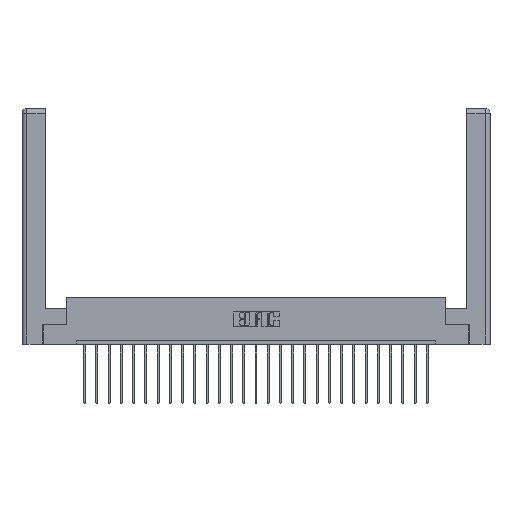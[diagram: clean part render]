
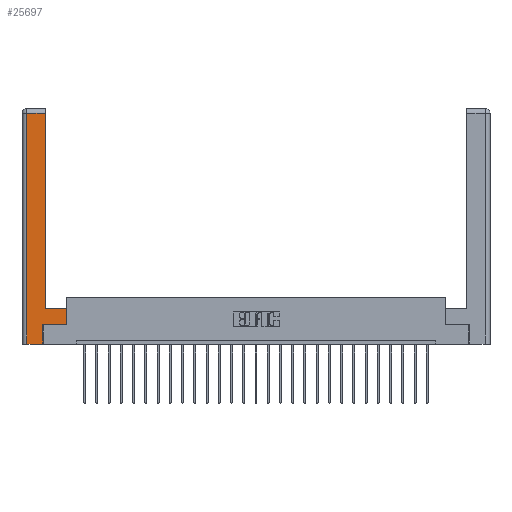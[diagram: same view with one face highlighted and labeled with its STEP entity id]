
A CAD part, top view. The second image highlights one B-rep face of the part: STEP entity #25697.
In plain terms, the highlighted planar face has unit normal (0, 0, 1).
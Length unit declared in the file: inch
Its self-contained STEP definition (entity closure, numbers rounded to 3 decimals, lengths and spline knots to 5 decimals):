
#676 = LINE ( 'NONE', #20489, #16639 ) ;
#1100 = VECTOR ( 'NONE', #2810, 39.37008 ) ;
#1623 = ORIENTED_EDGE ( 'NONE', *, *, #6353, .T. ) ;
#2112 = CARTESIAN_POINT ( 'NONE',  ( 0.295, 3., 0. ) ) ;
#2279 = ORIENTED_EDGE ( 'NONE', *, *, #20245, .T. ) ;
#2323 = ORIENTED_EDGE ( 'NONE', *, *, #19145, .T. ) ;
#2534 = CARTESIAN_POINT ( 'NONE',  ( 0.565, 0.245, 0. ) ) ;
#2810 = DIRECTION ( 'NONE',  ( 1., 0., 0. ) ) ;
#2951 = CARTESIAN_POINT ( 'NONE',  ( 0.565, 0.245, 0. ) ) ;
#3475 = CARTESIAN_POINT ( 'NONE',  ( 0., 0., 0. ) ) ;
#3749 = VERTEX_POINT ( 'NONE', #17430 ) ;
#4932 = VERTEX_POINT ( 'NONE', #6167 ) ;
#5154 = DIRECTION ( 'NONE',  ( 1., 0., 0. ) ) ;
#5823 = LINE ( 'NONE', #16961, #1100 ) ;
#6167 = CARTESIAN_POINT ( 'NONE',  ( 0.265, 0.245, 0. ) ) ;
#6353 = EDGE_CURVE ( 'NONE', #9450, #11112, #21507, .T. ) ;
#7011 = ORIENTED_EDGE ( 'NONE', *, *, #22073, .T. ) ;
#7135 = CARTESIAN_POINT ( 'NONE',  ( 0.0615, 0., 0. ) ) ;
#7290 = DIRECTION ( 'NONE',  ( -1., 0., 0. ) ) ;
#7532 = EDGE_CURVE ( 'NONE', #11112, #3749, #14643, .T. ) ;
#8520 = EDGE_CURVE ( 'NONE', #13832, #4932, #12084, .T. ) ;
#9311 = VECTOR ( 'NONE', #15588, 39.37008 ) ;
#9450 = VERTEX_POINT ( 'NONE', #2534 ) ;
#10457 = LINE ( 'NONE', #2951, #17036 ) ;
#11112 = VERTEX_POINT ( 'NONE', #19520 ) ;
#11424 = PLANE ( 'NONE',  #25664 ) ;
#11665 = CARTESIAN_POINT ( 'NONE',  ( 0.295, 0.45, 0. ) ) ;
#11794 = VERTEX_POINT ( 'NONE', #20566 ) ;
#12084 = LINE ( 'NONE', #14103, #16777 ) ;
#12157 = DIRECTION ( 'NONE',  ( 0., 1., 0. ) ) ;
#13078 = EDGE_LOOP ( 'NONE', ( #16061, #7011, #2279, #22516, #17808, #2323, #1623, #24482 ) ) ;
#13832 = VERTEX_POINT ( 'NONE', #22252 ) ;
#14103 = CARTESIAN_POINT ( 'NONE',  ( 0.265, 0.245, 0. ) ) ;
#14366 = EDGE_CURVE ( 'NONE', #3749, #24695, #20116, .T. ) ;
#14499 = DIRECTION ( 'NONE',  ( -1., 0., 0. ) ) ;
#14510 = VERTEX_POINT ( 'NONE', #7135 ) ;
#14643 = LINE ( 'NONE', #11665, #9311 ) ;
#14851 = CARTESIAN_POINT ( 'NONE',  ( 0.0615, 2.94, 0. ) ) ;
#15517 = EDGE_CURVE ( 'NONE', #14510, #13832, #5823, .T. ) ;
#15588 = DIRECTION ( 'NONE',  ( -1., 0., 0. ) ) ;
#15686 = CARTESIAN_POINT ( 'NONE',  ( 0.295, 2.94, 0. ) ) ;
#16061 = ORIENTED_EDGE ( 'NONE', *, *, #14366, .T. ) ;
#16103 = DIRECTION ( 'NONE',  ( 0., 1., 0. ) ) ;
#16639 = VECTOR ( 'NONE', #20410, 39.37008 ) ;
#16777 = VECTOR ( 'NONE', #16103, 39.37008 ) ;
#16831 = VECTOR ( 'NONE', #14499, 39.37008 ) ;
#16961 = CARTESIAN_POINT ( 'NONE',  ( 0.265, 0., 0. ) ) ;
#17036 = VECTOR ( 'NONE', #5154, 39.37008 ) ;
#17430 = CARTESIAN_POINT ( 'NONE',  ( 0.295, 0.45, 0. ) ) ;
#17481 = VECTOR ( 'NONE', #25498, 39.37008 ) ;
#17808 = ORIENTED_EDGE ( 'NONE', *, *, #8520, .T. ) ;
#18087 = LINE ( 'NONE', #14851, #16831 ) ;
#19145 = EDGE_CURVE ( 'NONE', #4932, #9450, #10457, .T. ) ;
#19520 = CARTESIAN_POINT ( 'NONE',  ( 0.565, 0.45, 0. ) ) ;
#20116 = LINE ( 'NONE', #2112, #24189 ) ;
#20245 = EDGE_CURVE ( 'NONE', #11794, #14510, #676, .T. ) ;
#20410 = DIRECTION ( 'NONE',  ( 0., -1., 0. ) ) ;
#20489 = CARTESIAN_POINT ( 'NONE',  ( 0.0615, 0., 0. ) ) ;
#20566 = CARTESIAN_POINT ( 'NONE',  ( 0.0615, 2.94, 0. ) ) ;
#21507 = LINE ( 'NONE', #25241, #17481 ) ;
#22073 = EDGE_CURVE ( 'NONE', #24695, #11794, #18087, .T. ) ;
#22252 = CARTESIAN_POINT ( 'NONE',  ( 0.265, 0., 0. ) ) ;
#22516 = ORIENTED_EDGE ( 'NONE', *, *, #15517, .T. ) ;
#23536 = FACE_OUTER_BOUND ( 'NONE', #13078, .T. ) ;
#24189 = VECTOR ( 'NONE', #12157, 39.37008 ) ;
#24482 = ORIENTED_EDGE ( 'NONE', *, *, #7532, .T. ) ;
#24695 = VERTEX_POINT ( 'NONE', #15686 ) ;
#25241 = CARTESIAN_POINT ( 'NONE',  ( 0.565, 0.45, 0. ) ) ;
#25498 = DIRECTION ( 'NONE',  ( 0., 1., 0. ) ) ;
#25544 = DIRECTION ( 'NONE',  ( 0., 0., -1. ) ) ;
#25664 = AXIS2_PLACEMENT_3D ( 'NONE', #3475, #25544, #7290 ) ;
#25697 = ADVANCED_FACE ( 'NONE', ( #23536 ), #11424, .F. ) ;
